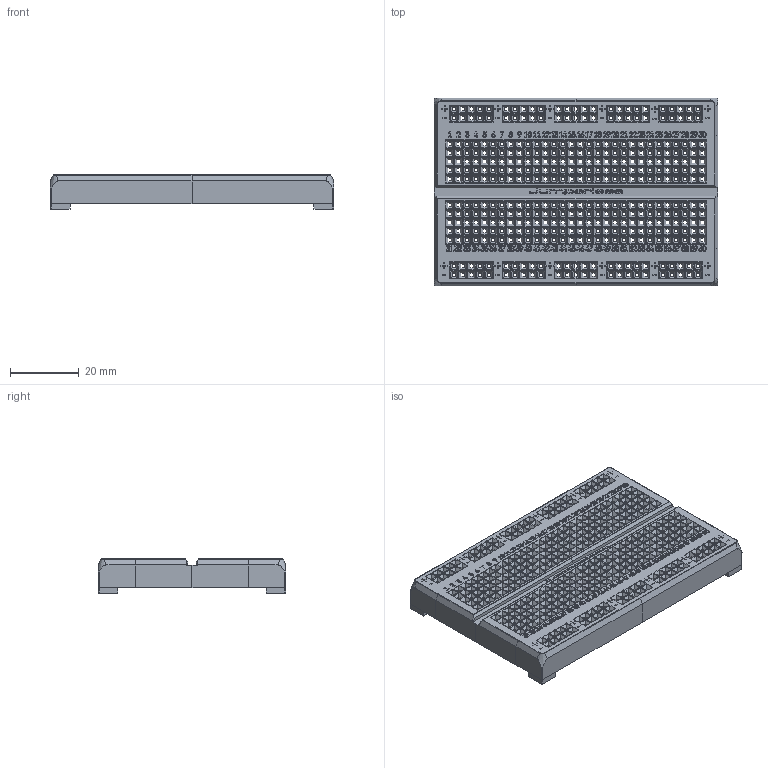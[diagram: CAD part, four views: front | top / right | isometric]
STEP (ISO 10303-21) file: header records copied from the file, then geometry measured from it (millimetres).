
FILE_DESCRIPTION(/* description */ (''),/* implementation_level */ '2;1');
FILE_NAME(/* name */ 'Breadboard v12.step',/* time_stamp */ '2023-05-10T19:18:18-07:00',/* author */ (''),/* organization */ (''),/* preprocessor_version */ 'ST-DEVELOPER v19.2',/* originating_system */ 'Autodesk Translation Framework v12.4.0.73',/* authorisation */ '');
FILE_SCHEMA (('AUTOMOTIVE_DESIGN { 1 0 10303 214 3 1 1 }'));
Products named in the file (1): Breadboard
Bounding box: 82.55 x 54.61 x 9.98 mm (x, y, z)
Volume: 19427.2 mm3; surface area: 30872.3 mm2
Topology: 5 solids, 5 shells, 8110 faces, 20498 edges, 12522 vertices
Faces by surface type: plane 5582, cylinder 1636, bspline 892
Entity records: 241429 total; most frequent: CARTESIAN_POINT 53365, ORIENTED_EDGE 40996, DIRECTION 34916, EDGE_CURVE 20498, LINE 17046, VECTOR 17046, VERTEX_POINT 12522, EDGE_LOOP 9061
